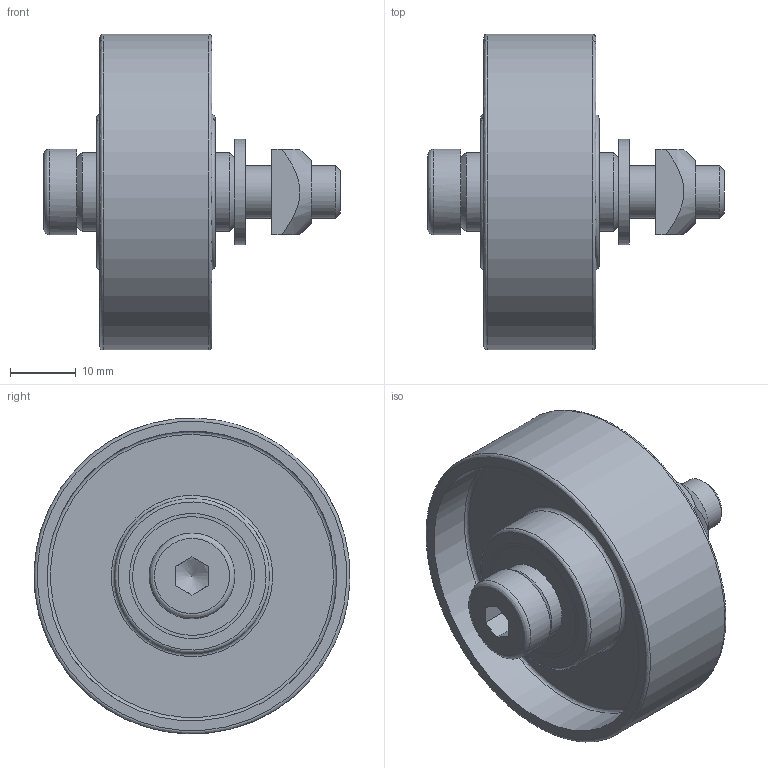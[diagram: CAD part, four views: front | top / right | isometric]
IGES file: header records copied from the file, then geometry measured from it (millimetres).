
Global section: file name: 700111; native system: Autodesk Inventor 2021; preprocessor: unknown; author: Mrówczyńska,,; organization: 11; date: 20221010.090148; units: millimetre
Bounding box: 45 x 47.97 x 47.97 mm (x, y, z)
Volume: 17413.5 mm3; surface area: 16117.9 mm2
Topology: 15 solids, 15 shells, 107 faces, 305 edges, 217 vertices
Faces by surface type: bspline 107
